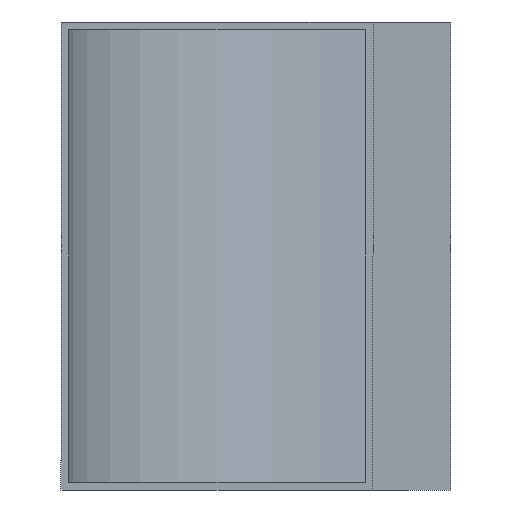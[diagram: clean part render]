
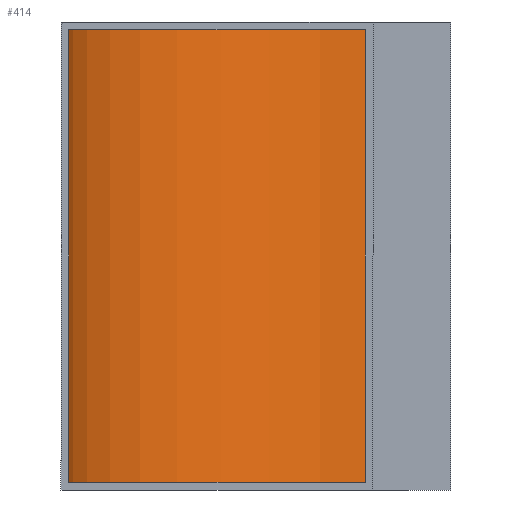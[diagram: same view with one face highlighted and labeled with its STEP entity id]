
A CAD part, front view. The second image highlights one B-rep face of the part: STEP entity #414.
In plain terms, the highlighted cylindrical face has radius 390 mm (diameter 780 mm), a partial arc.
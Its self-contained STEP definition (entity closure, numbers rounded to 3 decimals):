
#6 = CIRCLE ( 'NONE', #125, 390. ) ;
#14 = CARTESIAN_POINT ( 'NONE',  ( 200., 690., 290. ) ) ;
#31 = CARTESIAN_POINT ( 'NONE',  ( -190., 300., 290. ) ) ;
#77 = CARTESIAN_POINT ( 'NONE',  ( 200., 690., -290. ) ) ;
#99 = CARTESIAN_POINT ( 'NONE',  ( 200., 300., -290. ) ) ;
#104 = ORIENTED_EDGE ( 'NONE', *, *, #601, .T. ) ;
#125 = AXIS2_PLACEMENT_3D ( 'NONE', #602, #394, #228 ) ;
#158 = LINE ( 'NONE', #568, #219 ) ;
#164 = EDGE_CURVE ( 'NONE', #489, #244, #362, .T. ) ;
#185 = CARTESIAN_POINT ( 'NONE',  ( -190., 300., -290. ) ) ;
#186 = CARTESIAN_POINT ( 'NONE',  ( 200., 300., 0. ) ) ;
#200 = AXIS2_PLACEMENT_3D ( 'NONE', #99, #373, #473 ) ;
#213 = VERTEX_POINT ( 'NONE', #31 ) ;
#219 = VECTOR ( 'NONE', #679, 1000. ) ;
#228 = DIRECTION ( 'NONE',  ( -1., 0., 0. ) ) ;
#244 = VERTEX_POINT ( 'NONE', #77 ) ;
#291 = CARTESIAN_POINT ( 'NONE',  ( 200., 690., -290. ) ) ;
#312 = VERTEX_POINT ( 'NONE', #185 ) ;
#334 = DIRECTION ( 'NONE',  ( -1., 0., 0. ) ) ;
#362 = LINE ( 'NONE', #291, #623 ) ;
#373 = DIRECTION ( 'NONE',  ( 0., 0., -1. ) ) ;
#377 = ORIENTED_EDGE ( 'NONE', *, *, #164, .F. ) ;
#394 = DIRECTION ( 'NONE',  ( 0., 0., -1. ) ) ;
#414 = ADVANCED_FACE ( 'NONE', ( #553 ), #544, .F. ) ;
#442 = EDGE_CURVE ( 'NONE', #213, #489, #6, .T. ) ;
#473 = DIRECTION ( 'NONE',  ( -1., 0., 0. ) ) ;
#480 = ORIENTED_EDGE ( 'NONE', *, *, #626, .T. ) ;
#489 = VERTEX_POINT ( 'NONE', #14 ) ;
#491 = DIRECTION ( 'NONE',  ( 0., 0., -1. ) ) ;
#492 = ORIENTED_EDGE ( 'NONE', *, *, #442, .F. ) ;
#499 = EDGE_LOOP ( 'NONE', ( #377, #492, #104, #480 ) ) ;
#544 = CYLINDRICAL_SURFACE ( 'NONE', #604, 390. ) ;
#553 = FACE_OUTER_BOUND ( 'NONE', #499, .T. ) ;
#566 = DIRECTION ( 'NONE',  ( 0., 0., -1. ) ) ;
#568 = CARTESIAN_POINT ( 'NONE',  ( -190., 300., -290. ) ) ;
#601 = EDGE_CURVE ( 'NONE', #213, #312, #158, .T. ) ;
#602 = CARTESIAN_POINT ( 'NONE',  ( 200., 300., 290. ) ) ;
#604 = AXIS2_PLACEMENT_3D ( 'NONE', #186, #491, #334 ) ;
#623 = VECTOR ( 'NONE', #566, 1000. ) ;
#626 = EDGE_CURVE ( 'NONE', #312, #244, #675, .T. ) ;
#675 = CIRCLE ( 'NONE', #200, 390. ) ;
#679 = DIRECTION ( 'NONE',  ( 0., 0., -1. ) ) ;
